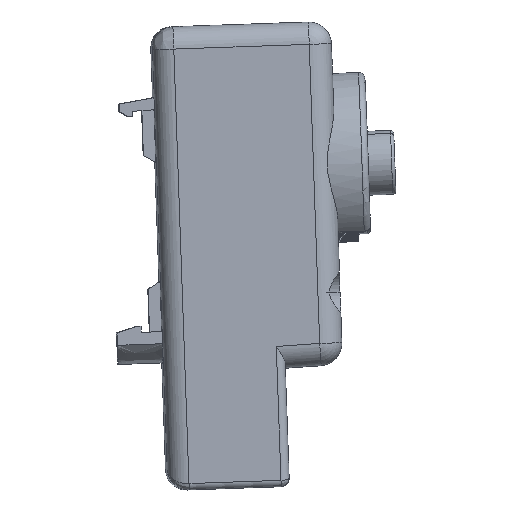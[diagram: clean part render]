
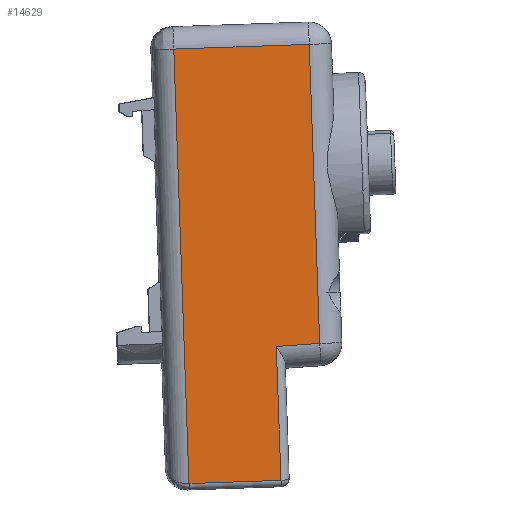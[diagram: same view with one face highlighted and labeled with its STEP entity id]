
A CAD part, left-side view. The second image highlights one B-rep face of the part: STEP entity #14629.
In plain terms, the highlighted planar face has unit normal (-1, -0.005, 0).
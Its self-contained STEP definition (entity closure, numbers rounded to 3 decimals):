
#2966=DIRECTION('',(0.,0.035,0.999));
#2967=VECTOR('',#2966,46.816);
#2968=CARTESIAN_POINT('',(0.072,-33.627,
22.27));
#2969=LINE('',#2968,#2967);
#5417=DIRECTION('',(-0.005,0.999,-0.035));
#5418=VECTOR('',#5417,21.2);
#5419=CARTESIAN_POINT('',(0.072,-31.993,
69.058));
#5420=LINE('',#5419,#5418);
#5447=DIRECTION('',(-0.005,0.998,-0.07));
#5448=VECTOR('',#5447,6.804);
#5449=CARTESIAN_POINT('',(0.072,-33.627,
22.27));
#5450=LINE('',#5449,#5448);
#5468=CARTESIAN_POINT('',(0.035,-26.84,
21.796));
#5579=DIRECTION('',(0.,0.035,0.999));
#5580=VECTOR('',#5579,20.957);
#5581=CARTESIAN_POINT('',(0.035,-27.571,
0.851));
#5582=LINE('',#5581,#5580);
#5586=CARTESIAN_POINT('',(0.035,-27.571,
0.851));
#5614=DIRECTION('',(0.005,-0.999,0.035));
#5615=VECTOR('',#5614,14.4);
#5616=CARTESIAN_POINT('',(-0.042,-13.18,
0.348));
#5617=LINE('',#5616,#5615);
#6437=DIRECTION('',(0.,-0.035,-0.999));
#6438=VECTOR('',#6437,68.011);
#6439=CARTESIAN_POINT('',(-0.042,-10.807,
68.318));
#6440=LINE('',#6439,#6438);
#9578=CARTESIAN_POINT('',(0.072,-33.627,
22.27));
#9579=VERTEX_POINT('',#9578);
#9580=CARTESIAN_POINT('',(0.072,-31.993,
69.058));
#9581=VERTEX_POINT('',#9580);
#9666=VERTEX_POINT('',#5468);
#9669=VERTEX_POINT('',#5586);
#9674=CARTESIAN_POINT('',(-0.042,-13.18,
0.348));
#9675=VERTEX_POINT('',#9674);
#9970=CARTESIAN_POINT('',(-0.042,-10.807,
68.318));
#9971=VERTEX_POINT('',#9970);
#14612=CARTESIAN_POINT('',(0.09,-35.369,
72.678));
#14613=DIRECTION('',(-1.,-0.005,0.));
#14614=DIRECTION('',(0.,-0.035,-0.999));
#14615=AXIS2_PLACEMENT_3D('',#14612,#14613,#14614);
#14616=PLANE('',#14615);
#14617=ORIENTED_EDGE('',*,*,#12752,.F.);
#14619=ORIENTED_EDGE('',*,*,#14618,.T.);
#14621=ORIENTED_EDGE('',*,*,#14620,.F.);
#14623=ORIENTED_EDGE('',*,*,#14622,.F.);
#14625=ORIENTED_EDGE('',*,*,#14624,.F.);
#14626=ORIENTED_EDGE('',*,*,#14593,.F.);
#14627=EDGE_LOOP('',(#14617,#14619,#14621,#14623,#14625,#14626));
#14628=FACE_OUTER_BOUND('',#14627,.F.);
#12752=EDGE_CURVE('',#9579,#9581,#2969,.T.);
#14593=EDGE_CURVE('',#9581,#9971,#5420,.T.);
#14618=EDGE_CURVE('',#9579,#9666,#5450,.T.);
#14620=EDGE_CURVE('',#9669,#9666,#5582,.T.);
#14622=EDGE_CURVE('',#9675,#9669,#5617,.T.);
#14624=EDGE_CURVE('',#9971,#9675,#6440,.T.);
#14629=ADVANCED_FACE('',(#14628),#14616,.T.);
